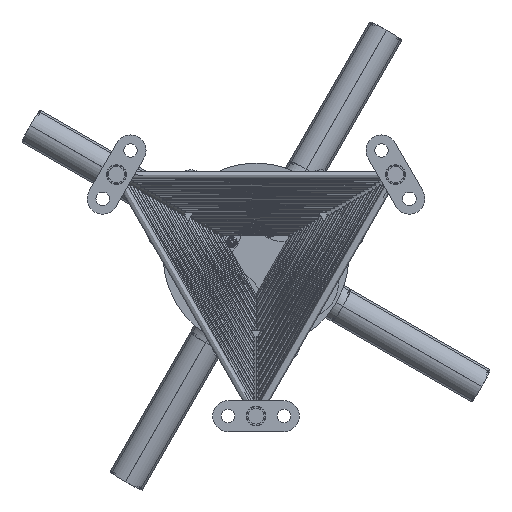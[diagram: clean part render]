
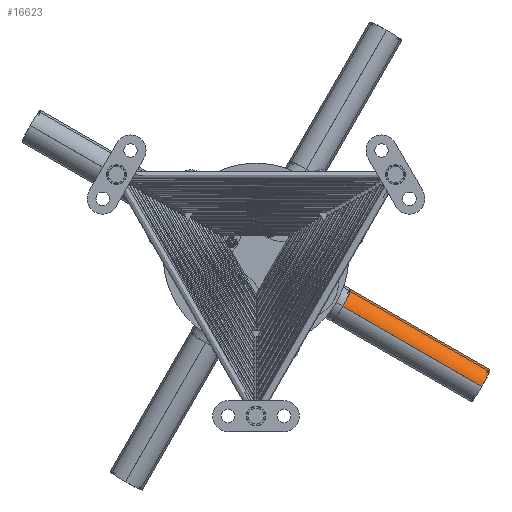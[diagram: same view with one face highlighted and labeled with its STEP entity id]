
A CAD part, front view. The second image highlights one B-rep face of the part: STEP entity #16623.
In plain terms, the highlighted cylindrical face has radius 30.15 mm (diameter 60.3 mm), a partial arc.
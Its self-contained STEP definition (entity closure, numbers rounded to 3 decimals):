
#589 = VECTOR ( 'NONE', #10899, 1000. ) ;
#2184 = DIRECTION ( 'NONE',  ( 0.087, 0., 0.996 ) ) ;
#3519 = VERTEX_POINT ( 'NONE', #41120 ) ;
#3537 = ORIENTED_EDGE ( 'NONE', *, *, #37188, .T. ) ;
#8126 = CARTESIAN_POINT ( 'NONE',  ( 72.004, 0., -45.676 ) ) ;
#9802 = AXIS2_PLACEMENT_3D ( 'NONE', #52758, #51351, #2184 ) ;
#10370 = EDGE_LOOP ( 'NONE', ( #3537, #25534, #51371, #24660 ) ) ;
#10822 = CARTESIAN_POINT ( 'NONE',  ( 69.376, 0., -75.711 ) ) ;
#10899 = DIRECTION ( 'NONE',  ( -0.996, 0., 0.087 ) ) ;
#11170 = DIRECTION ( 'NONE',  ( -0.996, 0., 0.087 ) ) ;
#11244 = LINE ( 'NONE', #55053, #589 ) ;
#15390 = EDGE_CURVE ( 'NONE', #51308, #42427, #70764, .T. ) ;
#16623 = ADVANCED_FACE ( 'NONE', ( #66078 ), #39156, .T. ) ;
#16854 = AXIS2_PLACEMENT_3D ( 'NONE', #10822, #11170, #33098 ) ;
#20205 = AXIS2_PLACEMENT_3D ( 'NONE', #55667, #38460, #54958 ) ;
#23470 = LINE ( 'NONE', #28836, #50206 ) ;
#24660 = ORIENTED_EDGE ( 'NONE', *, *, #41480, .F. ) ;
#25534 = ORIENTED_EDGE ( 'NONE', *, *, #56060, .T. ) ;
#28836 = CARTESIAN_POINT ( 'NONE',  ( 331.015, 0., -68.336 ) ) ;
#31626 = CIRCLE ( 'NONE', #9802, 30.15 ) ;
#33098 = DIRECTION ( 'NONE',  ( 0.087, 0., 0.996 ) ) ;
#37188 = EDGE_CURVE ( 'NONE', #3519, #68275, #31626, .T. ) ;
#38460 = DIRECTION ( 'NONE',  ( -0.996, 0., 0.087 ) ) ;
#39156 = CYLINDRICAL_SURFACE ( 'NONE', #20205, 30.15 ) ;
#41120 = CARTESIAN_POINT ( 'NONE',  ( 331.015, 0., -68.336 ) ) ;
#41480 = EDGE_CURVE ( 'NONE', #3519, #51308, #23470, .T. ) ;
#42427 = VERTEX_POINT ( 'NONE', #68888 ) ;
#50206 = VECTOR ( 'NONE', #60770, 1000. ) ;
#51308 = VERTEX_POINT ( 'NONE', #8126 ) ;
#51351 = DIRECTION ( 'NONE',  ( -0.996, 0., 0.087 ) ) ;
#51371 = ORIENTED_EDGE ( 'NONE', *, *, #15390, .F. ) ;
#52758 = CARTESIAN_POINT ( 'NONE',  ( 328.387, 0., -98.371 ) ) ;
#54958 = DIRECTION ( 'NONE',  ( 0.087, 0., 0.996 ) ) ;
#55053 = CARTESIAN_POINT ( 'NONE',  ( 325.759, 0., -128.407 ) ) ;
#55667 = CARTESIAN_POINT ( 'NONE',  ( 328.387, 0., -98.371 ) ) ;
#56060 = EDGE_CURVE ( 'NONE', #68275, #42427, #11244, .T. ) ;
#60770 = DIRECTION ( 'NONE',  ( -0.996, 0., 0.087 ) ) ;
#66078 = FACE_OUTER_BOUND ( 'NONE', #10370, .T. ) ;
#68275 = VERTEX_POINT ( 'NONE', #69527 ) ;
#68888 = CARTESIAN_POINT ( 'NONE',  ( 66.748, 0., -105.746 ) ) ;
#69527 = CARTESIAN_POINT ( 'NONE',  ( 325.759, 0., -128.407 ) ) ;
#70764 = CIRCLE ( 'NONE', #16854, 30.15 ) ;
